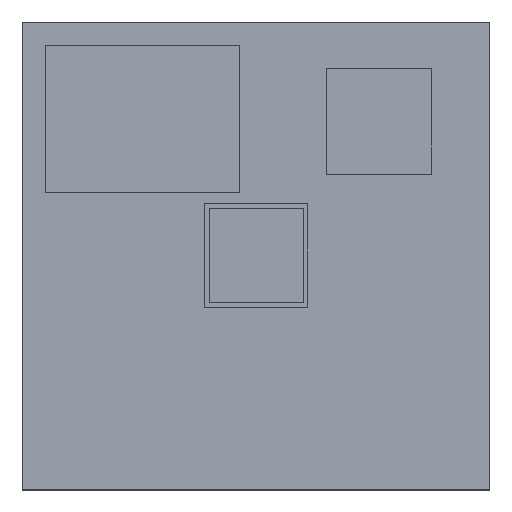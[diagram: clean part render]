
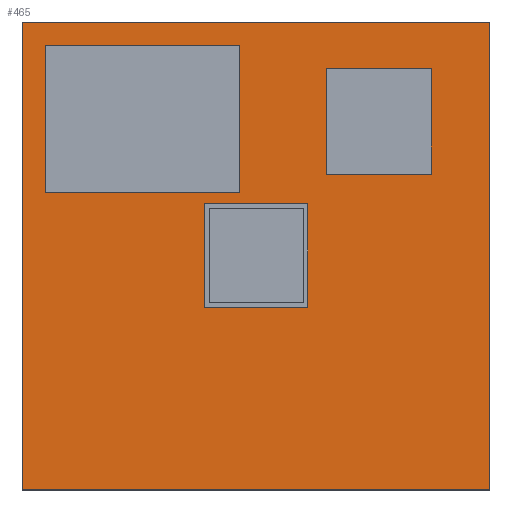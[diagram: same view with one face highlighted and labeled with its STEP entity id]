
A CAD part, top view. The second image highlights one B-rep face of the part: STEP entity #465.
In plain terms, the highlighted planar face has unit normal (0, 0, 1).
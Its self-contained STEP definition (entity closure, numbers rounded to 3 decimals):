
#16=FACE_BOUND('',#71,.T.);
#17=FACE_BOUND('',#72,.T.);
#18=FACE_BOUND('',#73,.T.);
#43=FACE_OUTER_BOUND('',#70,.T.);
#70=EDGE_LOOP('',(#395,#396,#397,#398));
#71=EDGE_LOOP('',(#399,#400,#401,#402));
#72=EDGE_LOOP('',(#403,#404,#405,#406));
#73=EDGE_LOOP('',(#407,#408,#409,#410));
#84=LINE('',#644,#144);
#88=LINE('',#652,#148);
#91=LINE('',#658,#151);
#94=LINE('',#663,#154);
#103=LINE('',#682,#163);
#106=LINE('',#687,#166);
#112=LINE('',#701,#172);
#115=LINE('',#706,#175);
#116=LINE('',#709,#176);
#118=LINE('',#712,#178);
#119=LINE('',#715,#179);
#121=LINE('',#718,#181);
#125=LINE('',#729,#185);
#128=LINE('',#735,#188);
#131=LINE('',#741,#191);
#134=LINE('',#745,#194);
#144=VECTOR('',#526,10.);
#148=VECTOR('',#532,10.);
#151=VECTOR('',#537,10.);
#154=VECTOR('',#542,10.);
#163=VECTOR('',#557,10.);
#166=VECTOR('',#562,10.);
#172=VECTOR('',#572,10.);
#175=VECTOR('',#577,10.);
#176=VECTOR('',#580,10.);
#178=VECTOR('',#584,10.);
#179=VECTOR('',#587,10.);
#181=VECTOR('',#591,10.);
#185=VECTOR('',#601,10.);
#188=VECTOR('',#606,10.);
#191=VECTOR('',#611,10.);
#194=VECTOR('',#616,10.);
#202=VERTEX_POINT('',#642);
#203=VERTEX_POINT('',#643);
#206=VERTEX_POINT('',#651);
#208=VERTEX_POINT('',#657);
#215=VERTEX_POINT('',#679);
#216=VERTEX_POINT('',#681);
#217=VERTEX_POINT('',#685);
#222=VERTEX_POINT('',#698);
#223=VERTEX_POINT('',#700);
#224=VERTEX_POINT('',#704);
#225=VERTEX_POINT('',#708);
#226=VERTEX_POINT('',#714);
#229=VERTEX_POINT('',#726);
#230=VERTEX_POINT('',#728);
#232=VERTEX_POINT('',#734);
#234=VERTEX_POINT('',#740);
#244=EDGE_CURVE('',#202,#203,#84,.T.);
#248=EDGE_CURVE('',#206,#202,#88,.T.);
#251=EDGE_CURVE('',#203,#208,#91,.T.);
#254=EDGE_CURVE('',#208,#206,#94,.T.);
#263=EDGE_CURVE('',#216,#215,#103,.T.);
#266=EDGE_CURVE('',#215,#217,#106,.T.);
#272=EDGE_CURVE('',#223,#222,#112,.T.);
#275=EDGE_CURVE('',#222,#224,#115,.T.);
#276=EDGE_CURVE('',#225,#216,#116,.T.);
#278=EDGE_CURVE('',#217,#225,#118,.T.);
#279=EDGE_CURVE('',#226,#223,#119,.T.);
#281=EDGE_CURVE('',#224,#226,#121,.T.);
#285=EDGE_CURVE('',#230,#229,#125,.T.);
#288=EDGE_CURVE('',#232,#230,#128,.T.);
#291=EDGE_CURVE('',#234,#232,#131,.T.);
#294=EDGE_CURVE('',#229,#234,#134,.T.);
#395=ORIENTED_EDGE('',*,*,#294,.T.);
#396=ORIENTED_EDGE('',*,*,#291,.T.);
#397=ORIENTED_EDGE('',*,*,#288,.T.);
#398=ORIENTED_EDGE('',*,*,#285,.T.);
#399=ORIENTED_EDGE('',*,*,#248,.T.);
#400=ORIENTED_EDGE('',*,*,#244,.T.);
#401=ORIENTED_EDGE('',*,*,#251,.T.);
#402=ORIENTED_EDGE('',*,*,#254,.T.);
#403=ORIENTED_EDGE('',*,*,#281,.T.);
#404=ORIENTED_EDGE('',*,*,#279,.T.);
#405=ORIENTED_EDGE('',*,*,#272,.T.);
#406=ORIENTED_EDGE('',*,*,#275,.T.);
#407=ORIENTED_EDGE('',*,*,#278,.T.);
#408=ORIENTED_EDGE('',*,*,#276,.T.);
#409=ORIENTED_EDGE('',*,*,#263,.T.);
#410=ORIENTED_EDGE('',*,*,#266,.T.);
#439=PLANE('',#505);
#465=ADVANCED_FACE('',(#43,#16,#17,#18),#439,.T.);
#505=AXIS2_PLACEMENT_3D('',#746,#617,#618);
#526=DIRECTION('',(0.,-1.,0.));
#532=DIRECTION('',(1.,0.,0.));
#537=DIRECTION('',(-1.,0.,0.));
#542=DIRECTION('',(0.,1.,0.));
#557=DIRECTION('',(1.,0.,0.));
#562=DIRECTION('',(0.,-1.,0.));
#572=DIRECTION('',(1.,0.,0.));
#577=DIRECTION('',(0.,-1.,0.));
#580=DIRECTION('',(0.,1.,0.));
#584=DIRECTION('',(-1.,0.,0.));
#587=DIRECTION('',(0.,1.,0.));
#591=DIRECTION('',(-1.,0.,0.));
#601=DIRECTION('',(-1.,0.,0.));
#606=DIRECTION('',(0.,1.,0.));
#611=DIRECTION('',(1.,0.,0.));
#616=DIRECTION('',(0.,-1.,0.));
#617=DIRECTION('center_axis',(0.,0.,1.));
#618=DIRECTION('ref_axis',(1.,0.,0.));
#642=CARTESIAN_POINT('',(147.949,97.82,18.599));
#643=CARTESIAN_POINT('',(147.949,53.62,18.599));
#644=CARTESIAN_POINT('',(147.949,65.62,18.599));
#651=CARTESIAN_POINT('',(103.749,97.82,18.599));
#652=CARTESIAN_POINT('',(135.849,97.82,18.599));
#657=CARTESIAN_POINT('',(103.749,53.62,18.599));
#658=CARTESIAN_POINT('',(115.749,53.62,18.599));
#663=CARTESIAN_POINT('',(103.749,85.72,18.599));
#679=CARTESIAN_POINT('',(200.749,155.62,18.599));
#681=CARTESIAN_POINT('',(155.749,155.62,18.599));
#682=CARTESIAN_POINT('',(155.749,155.62,18.599));
#685=CARTESIAN_POINT('',(200.749,110.62,18.599));
#687=CARTESIAN_POINT('',(200.749,155.62,18.599));
#698=CARTESIAN_POINT('',(118.749,165.62,18.599));
#700=CARTESIAN_POINT('',(35.749,165.62,18.599));
#701=CARTESIAN_POINT('',(35.749,165.62,18.599));
#704=CARTESIAN_POINT('',(118.749,102.62,18.599));
#706=CARTESIAN_POINT('',(118.749,165.62,18.599));
#708=CARTESIAN_POINT('',(155.749,110.62,18.599));
#709=CARTESIAN_POINT('',(155.749,110.62,18.599));
#712=CARTESIAN_POINT('',(200.749,110.62,18.599));
#714=CARTESIAN_POINT('',(35.749,102.62,18.599));
#715=CARTESIAN_POINT('',(35.749,102.62,18.599));
#718=CARTESIAN_POINT('',(118.749,102.62,18.599));
#726=CARTESIAN_POINT('',(25.749,175.62,18.599));
#728=CARTESIAN_POINT('',(225.749,175.62,18.599));
#729=CARTESIAN_POINT('',(225.749,175.62,18.599));
#734=CARTESIAN_POINT('',(225.749,-24.38,18.599));
#735=CARTESIAN_POINT('',(225.749,-24.38,18.599));
#740=CARTESIAN_POINT('',(25.749,-24.38,18.599));
#741=CARTESIAN_POINT('',(25.749,-24.38,18.599));
#745=CARTESIAN_POINT('',(25.749,175.62,18.599));
#746=CARTESIAN_POINT('Origin',(125.749,75.62,18.599));
